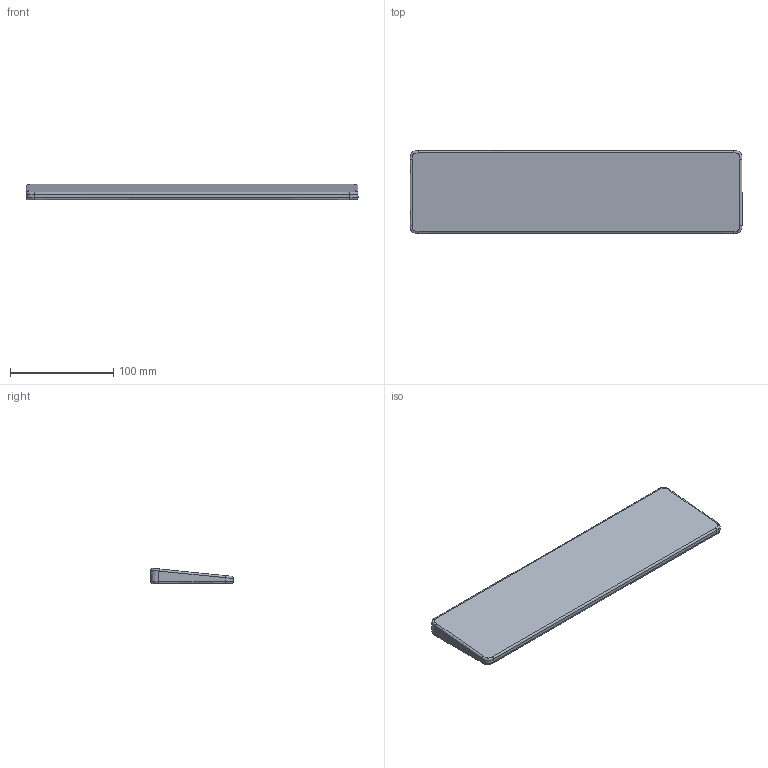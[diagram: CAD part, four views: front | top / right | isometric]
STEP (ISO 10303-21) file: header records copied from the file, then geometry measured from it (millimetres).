
FILE_DESCRIPTION (( 'STEP AP214' ), '1' );
FILE_NAME ('Wrist Rest_CNC_low_profile.STEP', '2023-11-22T16:11:25', ( '' ), ( '' ), 'SwSTEP 2.0', 'SolidWorks 2021', '' );
FILE_SCHEMA (( 'AUTOMOTIVE_DESIGN' ));
Length unit declared in the file: millimetre
Products named in the file (1): Wrist Rest_CNC_low_profile
Bounding box: 321.58 x 80 x 14.82 mm (x, y, z)
Volume: 281554.2 mm3; surface area: 59348 mm2
Topology: 1 solids, 1 shells, 50 faces, 116 edges, 72 vertices
Faces by surface type: bspline 20, plane 18, cylinder 12
Entity records: 3375 total; most frequent: CARTESIAN_POINT 2356, ORIENTED_EDGE 232, DIRECTION 146, EDGE_CURVE 116, VERTEX_POINT 72, B_SPLINE_CURVE_WITH_KNOTS 56, AXIS2_PLACEMENT_3D 55, EDGE_LOOP 54
